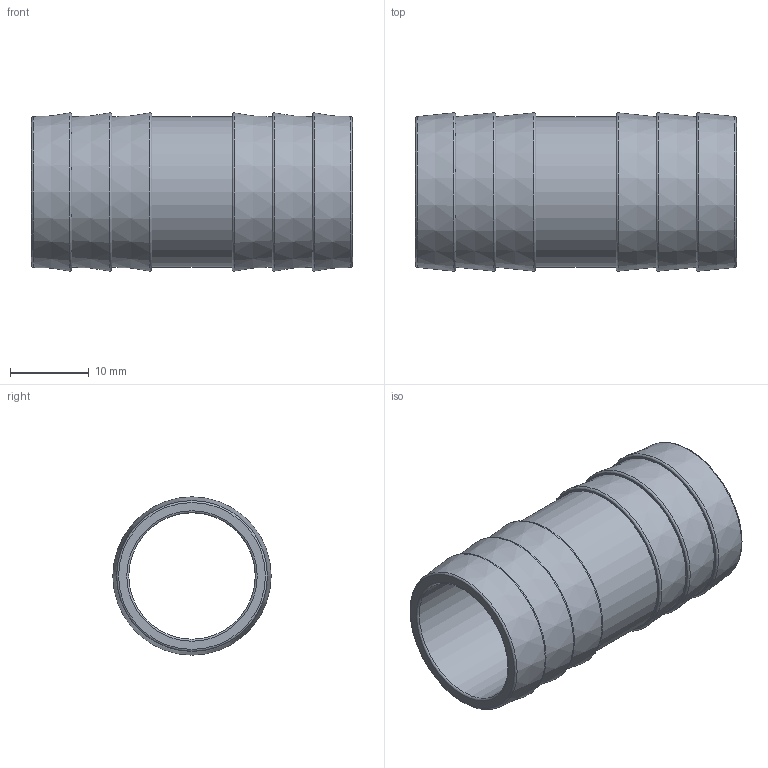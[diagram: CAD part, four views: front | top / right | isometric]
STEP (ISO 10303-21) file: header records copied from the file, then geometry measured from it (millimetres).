
FILE_DESCRIPTION(/* description */ (''),/* implementation_level */ '2;1');
FILE_NAME(/* name */ 'BarbToBarb.step',/* time_stamp */ '2020-04-19T17:15:10-04:00',/* author */ (''),/* organization */ (''),/* preprocessor_version */ 'ST-DEVELOPER v18.1',/* originating_system */ 'Autodesk Translation Framework v9.2.0.1227',/* authorisation */ '');
FILE_SCHEMA (('AUTOMOTIVE_DESIGN { 1 0 10303 214 3 1 1 }'));
Length unit declared in the file: inch
Products named in the file (1): BarbToBarb
Bounding box: 40.64 x 20.04 x 20.04 mm (x, y, z)
Volume: 3888.5 mm3; surface area: 4823.4 mm2
Topology: 1 solids, 1 shells, 26 faces, 70 edges, 52 vertices
Faces by surface type: torus 10, plane 8, cone 6, cylinder 2
Full cylindrical faces by diameter (mm): 16.002 x1, 19.05 x1
Entity records: 930 total; most frequent: DIRECTION 186, CARTESIAN_POINT 149, ORIENTED_EDGE 140, AXIS2_PLACEMENT_3D 89, EDGE_CURVE 70, CIRCLE 62, VERTEX_POINT 52, EDGE_LOOP 34
